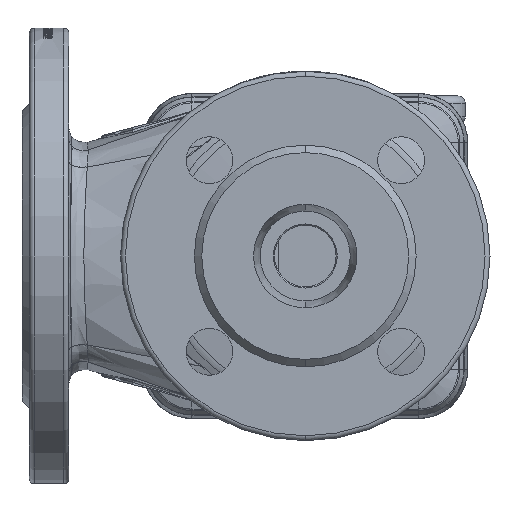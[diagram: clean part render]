
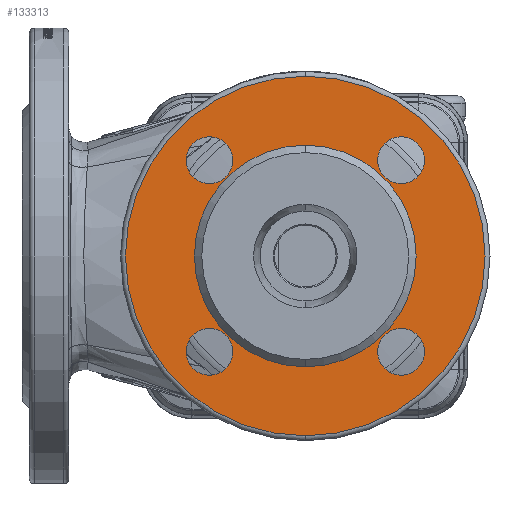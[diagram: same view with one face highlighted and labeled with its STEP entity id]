
A CAD part, front view. The second image highlights one B-rep face of the part: STEP entity #133313.
In plain terms, the highlighted planar face has unit normal (0, -1, 0).
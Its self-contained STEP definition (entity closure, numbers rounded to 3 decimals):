
#365 = AXIS2_PLACEMENT_3D ( 'NONE', #57366, #173864, #12602 ) ;
#2800 = DIRECTION ( 'NONE',  ( 0., 1., 0. ) ) ;
#3304 = CIRCLE ( 'NONE', #113223, 9.5 ) ;
#4319 = CARTESIAN_POINT ( 'NONE',  ( -38.891, -137., -29.391 ) ) ;
#4865 = CIRCLE ( 'NONE', #184555, 9.5 ) ;
#5677 = DIRECTION ( 'NONE',  ( 0., 0., 1. ) ) ;
#5679 = VERTEX_POINT ( 'NONE', #4319 ) ;
#8179 = ORIENTED_EDGE ( 'NONE', *, *, #99275, .T. ) ;
#9258 = CARTESIAN_POINT ( 'NONE',  ( 38.891, -137., -38.891 ) ) ;
#12602 = DIRECTION ( 'NONE',  ( 0., 0., -1. ) ) ;
#13632 = EDGE_CURVE ( 'NONE', #168285, #64142, #83449, .T. ) ;
#14442 = CARTESIAN_POINT ( 'NONE',  ( -38.891, -137., 48.391 ) ) ;
#16796 = CARTESIAN_POINT ( 'NONE',  ( 38.891, -137., 29.391 ) ) ;
#18932 = FACE_BOUND ( 'NONE', #113013, .T. ) ;
#19874 = CARTESIAN_POINT ( 'NONE',  ( -45., -137., 0. ) ) ;
#23230 = CIRCLE ( 'NONE', #84285, 73. ) ;
#24503 = CARTESIAN_POINT ( 'NONE',  ( 0., -137., 45. ) ) ;
#27946 = ORIENTED_EDGE ( 'NONE', *, *, #188796, .F. ) ;
#30668 = CARTESIAN_POINT ( 'NONE',  ( 38.891, -137., 48.391 ) ) ;
#31257 = DIRECTION ( 'NONE',  ( 0., 0., -1. ) ) ;
#33271 = FACE_BOUND ( 'NONE', #70011, .T. ) ;
#36392 = AXIS2_PLACEMENT_3D ( 'NONE', #142219, #84009, #155613 ) ;
#36511 = DIRECTION ( 'NONE',  ( 0., 0., 1. ) ) ;
#36793 = DIRECTION ( 'NONE',  ( 0., 0., -1. ) ) ;
#39898 = VERTEX_POINT ( 'NONE', #161536 ) ;
#41106 = AXIS2_PLACEMENT_3D ( 'NONE', #62889, #2800, #5677 ) ;
#42607 = DIRECTION ( 'NONE',  ( 0., 0., 1. ) ) ;
#44723 = ORIENTED_EDGE ( 'NONE', *, *, #138702, .F. ) ;
#45381 = EDGE_CURVE ( 'NONE', #187111, #76619, #3304, .T. ) ;
#47576 = FACE_OUTER_BOUND ( 'NONE', #151252, .T. ) ;
#49038 = CARTESIAN_POINT ( 'NONE',  ( -38.891, -137., -38.891 ) ) ;
#50823 = CARTESIAN_POINT ( 'NONE',  ( -38.891, -137., -48.391 ) ) ;
#53893 = EDGE_LOOP ( 'NONE', ( #104129, #82420 ) ) ;
#55100 = CARTESIAN_POINT ( 'NONE',  ( 38.891, -137., -48.391 ) ) ;
#56139 = VERTEX_POINT ( 'NONE', #104896 ) ;
#57366 = CARTESIAN_POINT ( 'NONE',  ( 38.891, -137., -38.891 ) ) ;
#57730 = EDGE_CURVE ( 'NONE', #56139, #39898, #23230, .T. ) ;
#60777 = EDGE_CURVE ( 'NONE', #177222, #81085, #94348, .T. ) ;
#61610 = EDGE_CURVE ( 'NONE', #76875, #5679, #76165, .T. ) ;
#62889 = CARTESIAN_POINT ( 'NONE',  ( 0., -137., 0. ) ) ;
#64142 = VERTEX_POINT ( 'NONE', #141004 ) ;
#68378 = DIRECTION ( 'NONE',  ( 0., 0., 1. ) ) ;
#70011 = EDGE_LOOP ( 'NONE', ( #79765, #109904 ) ) ;
#71233 = DIRECTION ( 'NONE',  ( 0., 1., 0. ) ) ;
#72137 = ORIENTED_EDGE ( 'NONE', *, *, #57730, .F. ) ;
#74048 = CARTESIAN_POINT ( 'NONE',  ( 0., -137., 0. ) ) ;
#74648 = CIRCLE ( 'NONE', #138803, 9.5 ) ;
#76165 = CIRCLE ( 'NONE', #140277, 9.5 ) ;
#76619 = VERTEX_POINT ( 'NONE', #133954 ) ;
#76875 = VERTEX_POINT ( 'NONE', #50823 ) ;
#77258 = AXIS2_PLACEMENT_3D ( 'NONE', #9258, #141918, #125758 ) ;
#79710 = DIRECTION ( 'NONE',  ( 0., -1., 0. ) ) ;
#79765 = ORIENTED_EDGE ( 'NONE', *, *, #45381, .F. ) ;
#81085 = VERTEX_POINT ( 'NONE', #167818 ) ;
#82420 = ORIENTED_EDGE ( 'NONE', *, *, #61610, .F. ) ;
#83449 = CIRCLE ( 'NONE', #77258, 9.5 ) ;
#84009 = DIRECTION ( 'NONE',  ( 0., -1., 0. ) ) ;
#84285 = AXIS2_PLACEMENT_3D ( 'NONE', #74048, #71233, #42607 ) ;
#86132 = ORIENTED_EDGE ( 'NONE', *, *, #13632, .F. ) ;
#86157 = AXIS2_PLACEMENT_3D ( 'NONE', #88957, #130076, #174826 ) ;
#88666 = PLANE ( 'NONE',  #132323 ) ;
#88957 = CARTESIAN_POINT ( 'NONE',  ( -38.891, -137., -38.891 ) ) ;
#91509 = FACE_BOUND ( 'NONE', #163439, .T. ) ;
#94348 = CIRCLE ( 'NONE', #176548, 45. ) ;
#96579 = DIRECTION ( 'NONE',  ( 0., 1., 0. ) ) ;
#96680 = CIRCLE ( 'NONE', #124090, 73. ) ;
#97598 = DIRECTION ( 'NONE',  ( 0., 0., -1. ) ) ;
#98526 = DIRECTION ( 'NONE',  ( 0., -1., 0. ) ) ;
#99057 = CIRCLE ( 'NONE', #41106, 45. ) ;
#99275 = EDGE_CURVE ( 'NONE', #81085, #177222, #99057, .T. ) ;
#103008 = DIRECTION ( 'NONE',  ( 0., -1., 0. ) ) ;
#103382 = CIRCLE ( 'NONE', #36392, 9.5 ) ;
#103955 = FACE_BOUND ( 'NONE', #138881, .T. ) ;
#104129 = ORIENTED_EDGE ( 'NONE', *, *, #139645, .F. ) ;
#104896 = CARTESIAN_POINT ( 'NONE',  ( 0., -137., -73. ) ) ;
#109904 = ORIENTED_EDGE ( 'NONE', *, *, #182434, .F. ) ;
#113013 = EDGE_LOOP ( 'NONE', ( #132092, #8179 ) ) ;
#113223 = AXIS2_PLACEMENT_3D ( 'NONE', #152226, #79710, #31257 ) ;
#118793 = VERTEX_POINT ( 'NONE', #16796 ) ;
#121147 = FACE_BOUND ( 'NONE', #53893, .T. ) ;
#124090 = AXIS2_PLACEMENT_3D ( 'NONE', #153842, #96579, #36511 ) ;
#125758 = DIRECTION ( 'NONE',  ( 0., 0., -1. ) ) ;
#125945 = EDGE_CURVE ( 'NONE', #39898, #56139, #96680, .T. ) ;
#130076 = DIRECTION ( 'NONE',  ( 0., -1., 0. ) ) ;
#130915 = CARTESIAN_POINT ( 'NONE',  ( 38.891, -137., 38.891 ) ) ;
#132092 = ORIENTED_EDGE ( 'NONE', *, *, #60777, .T. ) ;
#132323 = AXIS2_PLACEMENT_3D ( 'NONE', #19874, #103008, #177359 ) ;
#133313 = ADVANCED_FACE ( 'NONE', ( #33271, #91509, #121147, #103955, #18932, #47576 ), #88666, .T. ) ;
#133954 = CARTESIAN_POINT ( 'NONE',  ( -38.891, -137., 29.391 ) ) ;
#138702 = EDGE_CURVE ( 'NONE', #64142, #168285, #165006, .T. ) ;
#138803 = AXIS2_PLACEMENT_3D ( 'NONE', #130915, #98526, #97598 ) ;
#138881 = EDGE_LOOP ( 'NONE', ( #27946, #153071 ) ) ;
#139645 = EDGE_CURVE ( 'NONE', #5679, #76875, #165410, .T. ) ;
#140277 = AXIS2_PLACEMENT_3D ( 'NONE', #49038, #154949, #140661 ) ;
#140661 = DIRECTION ( 'NONE',  ( 0., 0., -1. ) ) ;
#141004 = CARTESIAN_POINT ( 'NONE',  ( 38.891, -137., -29.391 ) ) ;
#141918 = DIRECTION ( 'NONE',  ( 0., -1., 0. ) ) ;
#142219 = CARTESIAN_POINT ( 'NONE',  ( 38.891, -137., 38.891 ) ) ;
#146814 = DIRECTION ( 'NONE',  ( 0., 1., 0. ) ) ;
#149379 = EDGE_CURVE ( 'NONE', #118793, #150093, #74648, .T. ) ;
#150093 = VERTEX_POINT ( 'NONE', #30668 ) ;
#151252 = EDGE_LOOP ( 'NONE', ( #157654, #72137 ) ) ;
#152226 = CARTESIAN_POINT ( 'NONE',  ( -38.891, -137., 38.891 ) ) ;
#153071 = ORIENTED_EDGE ( 'NONE', *, *, #149379, .F. ) ;
#153842 = CARTESIAN_POINT ( 'NONE',  ( 0., -137., 0. ) ) ;
#154949 = DIRECTION ( 'NONE',  ( 0., -1., 0. ) ) ;
#155613 = DIRECTION ( 'NONE',  ( 0., 0., -1. ) ) ;
#157654 = ORIENTED_EDGE ( 'NONE', *, *, #125945, .F. ) ;
#161096 = CARTESIAN_POINT ( 'NONE',  ( 0., -137., 0. ) ) ;
#161536 = CARTESIAN_POINT ( 'NONE',  ( 0., -137., 73. ) ) ;
#163439 = EDGE_LOOP ( 'NONE', ( #44723, #86132 ) ) ;
#165006 = CIRCLE ( 'NONE', #365, 9.5 ) ;
#165410 = CIRCLE ( 'NONE', #86157, 9.5 ) ;
#165590 = CARTESIAN_POINT ( 'NONE',  ( -38.891, -137., 38.891 ) ) ;
#166533 = DIRECTION ( 'NONE',  ( 0., -1., 0. ) ) ;
#167818 = CARTESIAN_POINT ( 'NONE',  ( 0., -137., -45. ) ) ;
#168285 = VERTEX_POINT ( 'NONE', #55100 ) ;
#173864 = DIRECTION ( 'NONE',  ( 0., -1., 0. ) ) ;
#174826 = DIRECTION ( 'NONE',  ( 0., 0., -1. ) ) ;
#176548 = AXIS2_PLACEMENT_3D ( 'NONE', #161096, #146814, #68378 ) ;
#177222 = VERTEX_POINT ( 'NONE', #24503 ) ;
#177359 = DIRECTION ( 'NONE',  ( 0., 0., -1. ) ) ;
#182434 = EDGE_CURVE ( 'NONE', #76619, #187111, #4865, .T. ) ;
#184555 = AXIS2_PLACEMENT_3D ( 'NONE', #165590, #166533, #36793 ) ;
#187111 = VERTEX_POINT ( 'NONE', #14442 ) ;
#188796 = EDGE_CURVE ( 'NONE', #150093, #118793, #103382, .T. ) ;
